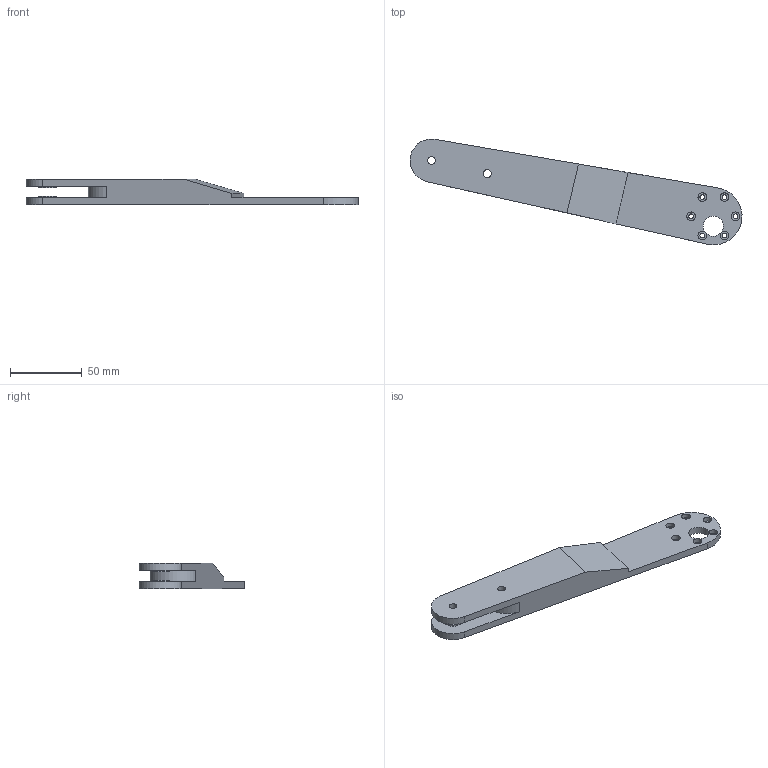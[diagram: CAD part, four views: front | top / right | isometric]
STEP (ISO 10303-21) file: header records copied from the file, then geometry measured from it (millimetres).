
FILE_DESCRIPTION(/* description */ (''),/* implementation_level */ '2;1');
FILE_NAME(/* name */ 'Leg1.step',/* time_stamp */ '2021-04-07T13:12:08+07:00',/* author */ (''),/* organization */ (''),/* preprocessor_version */ 'ST-DEVELOPER v18.1',/* originating_system */ 'Autodesk Translation Framework v9.10.0.1330',/* authorisation */ '');
FILE_SCHEMA (('AUTOMOTIVE_DESIGN { 1 0 10303 214 3 1 1 }'));
Length unit declared in the file: millimetre
Products named in the file (1): Leg1
Bounding box: 231.69 x 73.82 x 18 mm (x, y, z)
Volume: 84335.2 mm3; surface area: 25252.1 mm2
Topology: 1 solids, 1 shells, 39 faces, 87 edges, 58 vertices
Faces by surface type: cylinder 22, plane 17
Full cylindrical faces by diameter (mm): 3.3 x6, 5.5 x3, 6 x6, 12 x2, 14 x1
Entity records: 1178 total; most frequent: DIRECTION 211, CARTESIAN_POINT 185, ORIENTED_EDGE 174, EDGE_CURVE 87, AXIS2_PLACEMENT_3D 84, EDGE_LOOP 67, VERTEX_POINT 58, CIRCLE 44
